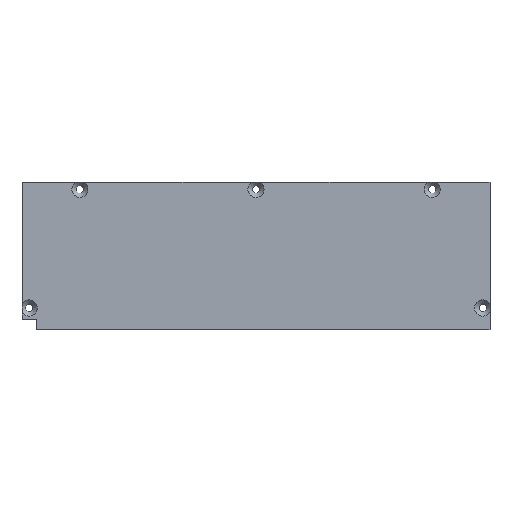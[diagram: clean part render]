
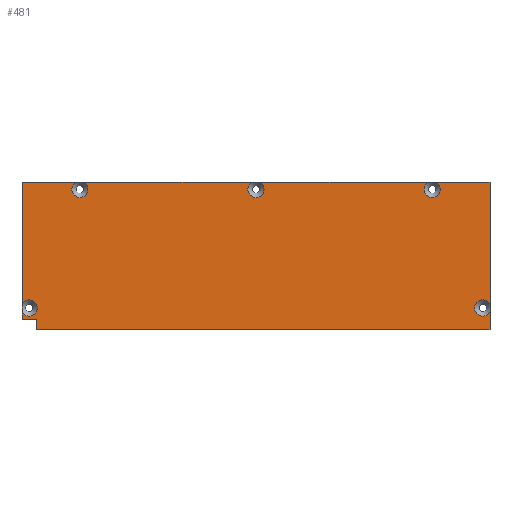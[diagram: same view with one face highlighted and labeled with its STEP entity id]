
A CAD part, top view. The second image highlights one B-rep face of the part: STEP entity #481.
In plain terms, the highlighted planar face has unit normal (0, 0, 1).
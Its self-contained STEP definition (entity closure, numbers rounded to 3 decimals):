
#36=CIRCLE('',#513,2.8);
#38=CIRCLE('',#515,2.8);
#39=CIRCLE('',#519,2.8);
#41=CIRCLE('',#521,2.8);
#42=CIRCLE('',#524,2.8);
#44=CIRCLE('',#526,2.8);
#45=CIRCLE('',#529,2.8);
#47=CIRCLE('',#531,2.8);
#49=CIRCLE('',#536,2.8);
#71=FACE_OUTER_BOUND('',#100,.T.);
#100=EDGE_LOOP('',(#402,#403,#404,#405,#406,#407,#408,#409,#410,#411,#412,
#413,#414,#415,#416,#417,#418,#419,#420,#421));
#108=LINE('',#680,#153);
#112=LINE('',#688,#157);
#117=LINE('',#697,#162);
#126=LINE('',#736,#171);
#129=LINE('',#741,#174);
#130=LINE('',#747,#175);
#131=LINE('',#752,#176);
#138=LINE('',#786,#183);
#139=LINE('',#787,#184);
#142=LINE('',#805,#187);
#143=LINE('',#806,#188);
#153=VECTOR('',#549,10.);
#157=VECTOR('',#555,10.);
#162=VECTOR('',#562,10.);
#171=VECTOR('',#593,10.);
#174=VECTOR('',#596,10.);
#175=VECTOR('',#597,10.);
#176=VECTOR('',#598,10.);
#183=VECTOR('',#637,10.);
#184=VECTOR('',#638,10.);
#187=VECTOR('',#651,10.);
#188=VECTOR('',#652,10.);
#198=VERTEX_POINT('',#678);
#199=VERTEX_POINT('',#679);
#202=VERTEX_POINT('',#687);
#205=VERTEX_POINT('',#695);
#217=VERTEX_POINT('',#723);
#218=VERTEX_POINT('',#724);
#219=VERTEX_POINT('',#728);
#221=VERTEX_POINT('',#735);
#222=VERTEX_POINT('',#738);
#223=VERTEX_POINT('',#740);
#224=VERTEX_POINT('',#742);
#225=VERTEX_POINT('',#746);
#226=VERTEX_POINT('',#748);
#227=VERTEX_POINT('',#756);
#229=VERTEX_POINT('',#765);
#231=VERTEX_POINT('',#774);
#232=VERTEX_POINT('',#775);
#233=VERTEX_POINT('',#779);
#237=VERTEX_POINT('',#795);
#238=VERTEX_POINT('',#799);
#243=EDGE_CURVE('',#198,#199,#108,.T.);
#247=EDGE_CURVE('',#202,#198,#112,.T.);
#252=EDGE_CURVE('',#205,#199,#117,.T.);
#266=EDGE_CURVE('',#218,#219,#36,.T.);
#269=EDGE_CURVE('',#219,#217,#38,.T.);
#270=EDGE_CURVE('',#217,#221,#126,.T.);
#273=EDGE_CURVE('',#222,#223,#129,.T.);
#275=EDGE_CURVE('',#224,#225,#130,.T.);
#277=EDGE_CURVE('',#226,#218,#131,.T.);
#279=EDGE_CURVE('',#225,#227,#39,.T.);
#282=EDGE_CURVE('',#227,#226,#41,.T.);
#284=EDGE_CURVE('',#223,#229,#42,.T.);
#287=EDGE_CURVE('',#229,#224,#44,.T.);
#290=EDGE_CURVE('',#232,#233,#45,.T.);
#293=EDGE_CURVE('',#233,#231,#47,.T.);
#294=EDGE_CURVE('',#202,#232,#138,.T.);
#295=EDGE_CURVE('',#231,#222,#139,.T.);
#300=EDGE_CURVE('',#237,#238,#49,.T.);
#302=EDGE_CURVE('',#238,#205,#142,.T.);
#303=EDGE_CURVE('',#221,#237,#143,.T.);
#402=ORIENTED_EDGE('',*,*,#243,.T.);
#403=ORIENTED_EDGE('',*,*,#252,.F.);
#404=ORIENTED_EDGE('',*,*,#302,.F.);
#405=ORIENTED_EDGE('',*,*,#300,.F.);
#406=ORIENTED_EDGE('',*,*,#303,.F.);
#407=ORIENTED_EDGE('',*,*,#270,.F.);
#408=ORIENTED_EDGE('',*,*,#269,.F.);
#409=ORIENTED_EDGE('',*,*,#266,.F.);
#410=ORIENTED_EDGE('',*,*,#277,.F.);
#411=ORIENTED_EDGE('',*,*,#282,.F.);
#412=ORIENTED_EDGE('',*,*,#279,.F.);
#413=ORIENTED_EDGE('',*,*,#275,.F.);
#414=ORIENTED_EDGE('',*,*,#287,.F.);
#415=ORIENTED_EDGE('',*,*,#284,.F.);
#416=ORIENTED_EDGE('',*,*,#273,.F.);
#417=ORIENTED_EDGE('',*,*,#295,.F.);
#418=ORIENTED_EDGE('',*,*,#293,.F.);
#419=ORIENTED_EDGE('',*,*,#290,.F.);
#420=ORIENTED_EDGE('',*,*,#294,.F.);
#421=ORIENTED_EDGE('',*,*,#247,.T.);
#459=PLANE('',#537);
#481=ADVANCED_FACE('',(#71),#459,.F.);
#513=AXIS2_PLACEMENT_3D('',#729,#584,#585);
#515=AXIS2_PLACEMENT_3D('',#733,#589,#590);
#519=AXIS2_PLACEMENT_3D('',#757,#604,#605);
#521=AXIS2_PLACEMENT_3D('',#761,#609,#610);
#524=AXIS2_PLACEMENT_3D('',#766,#616,#617);
#526=AXIS2_PLACEMENT_3D('',#770,#621,#622);
#529=AXIS2_PLACEMENT_3D('',#780,#628,#629);
#531=AXIS2_PLACEMENT_3D('',#784,#633,#634);
#536=AXIS2_PLACEMENT_3D('',#800,#647,#648);
#537=AXIS2_PLACEMENT_3D('',#804,#649,#650);
#549=DIRECTION('',(0.,-1.,0.));
#555=DIRECTION('',(1.,0.,0.));
#562=DIRECTION('',(-1.,0.,0.));
#584=DIRECTION('center_axis',(0.,0.,1.));
#585=DIRECTION('ref_axis',(-1.,0.,0.));
#589=DIRECTION('center_axis',(0.,0.,1.));
#590=DIRECTION('ref_axis',(-1.,0.,0.));
#593=DIRECTION('',(1.,0.,0.));
#596=DIRECTION('',(1.,0.,0.));
#597=DIRECTION('',(1.,0.,0.));
#598=DIRECTION('',(1.,0.,0.));
#604=DIRECTION('center_axis',(0.,0.,1.));
#605=DIRECTION('ref_axis',(-1.,0.,0.));
#609=DIRECTION('center_axis',(0.,0.,1.));
#610=DIRECTION('ref_axis',(-1.,0.,0.));
#616=DIRECTION('center_axis',(0.,0.,1.));
#617=DIRECTION('ref_axis',(-1.,0.,0.));
#621=DIRECTION('center_axis',(0.,0.,1.));
#622=DIRECTION('ref_axis',(-1.,0.,0.));
#628=DIRECTION('center_axis',(0.,0.,1.));
#629=DIRECTION('ref_axis',(-1.,0.,0.));
#633=DIRECTION('center_axis',(0.,0.,1.));
#634=DIRECTION('ref_axis',(-1.,0.,0.));
#637=DIRECTION('',(0.,1.,0.));
#638=DIRECTION('',(0.,1.,0.));
#647=DIRECTION('center_axis',(0.,0.,1.));
#648=DIRECTION('ref_axis',(-1.,0.,0.));
#649=DIRECTION('center_axis',(0.,0.,-1.));
#650=DIRECTION('ref_axis',(1.,0.,0.));
#651=DIRECTION('',(0.,-1.,0.));
#652=DIRECTION('',(0.,-1.,0.));
#678=CARTESIAN_POINT('',(-75.85,82.5,378.9));
#679=CARTESIAN_POINT('',(-75.85,79.,378.9));
#680=CARTESIAN_POINT('',(-75.85,52.25,378.9));
#687=CARTESIAN_POINT('',(-80.9,82.5,378.9));
#688=CARTESIAN_POINT('',(-40.45,82.5,378.9));
#695=CARTESIAN_POINT('',(80.9,79.,378.9));
#697=CARTESIAN_POINT('',(-80.9,79.,378.9));
#723=CARTESIAN_POINT('',(62.161,130.,378.9));
#724=CARTESIAN_POINT('',(59.639,130.,378.9));
#728=CARTESIAN_POINT('',(63.7,127.5,378.9));
#729=CARTESIAN_POINT('Origin',(60.9,127.5,378.9));
#733=CARTESIAN_POINT('Origin',(60.9,127.5,378.9));
#735=CARTESIAN_POINT('',(80.9,130.,378.9));
#736=CARTESIAN_POINT('',(80.9,130.,378.9));
#738=CARTESIAN_POINT('',(-80.9,130.,378.9));
#740=CARTESIAN_POINT('',(-62.161,130.,378.9));
#741=CARTESIAN_POINT('',(80.9,130.,378.9));
#742=CARTESIAN_POINT('',(-59.639,130.,378.9));
#746=CARTESIAN_POINT('',(-1.261,130.,378.9));
#747=CARTESIAN_POINT('',(80.9,130.,378.9));
#748=CARTESIAN_POINT('',(1.261,130.,378.9));
#752=CARTESIAN_POINT('',(80.9,130.,378.9));
#756=CARTESIAN_POINT('',(2.8,127.5,378.9));
#757=CARTESIAN_POINT('Origin',(0.,127.5,378.9));
#761=CARTESIAN_POINT('Origin',(0.,127.5,378.9));
#765=CARTESIAN_POINT('',(-58.1,127.5,378.9));
#766=CARTESIAN_POINT('Origin',(-60.9,127.5,378.9));
#770=CARTESIAN_POINT('Origin',(-60.9,127.5,378.9));
#774=CARTESIAN_POINT('',(-80.9,87.761,378.9));
#775=CARTESIAN_POINT('',(-80.9,85.239,378.9));
#779=CARTESIAN_POINT('',(-75.6,86.5,378.9));
#780=CARTESIAN_POINT('Origin',(-78.4,86.5,378.9));
#784=CARTESIAN_POINT('Origin',(-78.4,86.5,378.9));
#786=CARTESIAN_POINT('',(-80.9,130.,378.9));
#787=CARTESIAN_POINT('',(-80.9,130.,378.9));
#795=CARTESIAN_POINT('',(80.9,87.761,378.9));
#799=CARTESIAN_POINT('',(80.9,85.239,378.9));
#800=CARTESIAN_POINT('Origin',(78.4,86.5,378.9));
#804=CARTESIAN_POINT('Origin',(0.,104.5,378.9));
#805=CARTESIAN_POINT('',(80.9,130.,378.9));
#806=CARTESIAN_POINT('',(80.9,130.,378.9));
